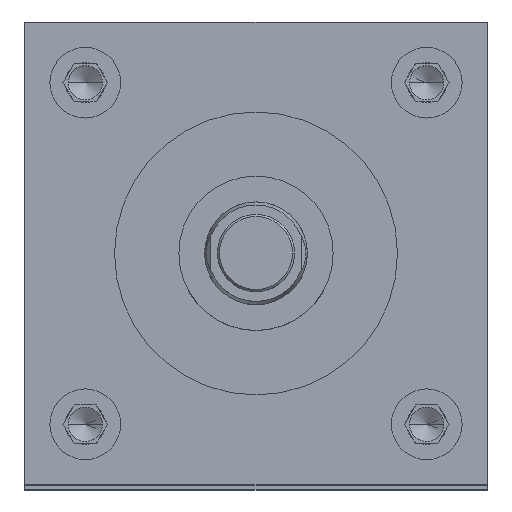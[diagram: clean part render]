
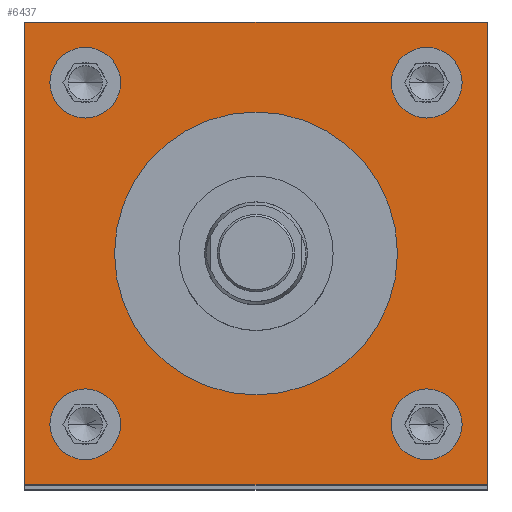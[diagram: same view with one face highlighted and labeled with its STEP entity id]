
A CAD part, top view. The second image highlights one B-rep face of the part: STEP entity #6437.
In plain terms, the highlighted planar face has unit normal (0, 0, 1).
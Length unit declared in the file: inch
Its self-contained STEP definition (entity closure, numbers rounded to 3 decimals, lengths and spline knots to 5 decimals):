
#3 = FACE_BOUND ( 'NONE', #3614, .T. ) ;
#116 = FACE_BOUND ( 'NONE', #6070, .T. ) ;
#156 = VERTEX_POINT ( 'NONE', #2310 ) ;
#304 = DIRECTION ( 'NONE',  ( 0., 0., 1. ) ) ;
#342 = ORIENTED_EDGE ( 'NONE', *, *, #5413, .F. ) ;
#377 = AXIS2_PLACEMENT_3D ( 'NONE', #802, #304, #2479 ) ;
#389 = LINE ( 'NONE', #4096, #4189 ) ;
#397 = CARTESIAN_POINT ( 'NONE',  ( 2.25, 2.25, 28.25 ) ) ;
#422 = DIRECTION ( 'NONE',  ( 0., 0., 1. ) ) ;
#450 = DIRECTION ( 'NONE',  ( 0., 0., 1. ) ) ;
#492 = AXIS2_PLACEMENT_3D ( 'NONE', #864, #5791, #5229 ) ;
#657 = DIRECTION ( 'NONE',  ( 0., 0., 1. ) ) ;
#681 = FACE_BOUND ( 'NONE', #3280, .T. ) ;
#695 = EDGE_LOOP ( 'NONE', ( #2175, #5302 ) ) ;
#746 = VERTEX_POINT ( 'NONE', #7092 ) ;
#771 = CARTESIAN_POINT ( 'NONE',  ( -1.375, 0., 28.25 ) ) ;
#775 = AXIS2_PLACEMENT_3D ( 'NONE', #2392, #1223, #4395 ) ;
#802 = CARTESIAN_POINT ( 'NONE',  ( 1.66, -1.66, 28.25 ) ) ;
#864 = CARTESIAN_POINT ( 'NONE',  ( 1.66, 1.66, 28.25 ) ) ;
#1054 = CARTESIAN_POINT ( 'NONE',  ( 1.66, -1.66, 28.25 ) ) ;
#1104 = CIRCLE ( 'NONE', #6427, 0.3435 ) ;
#1107 = CIRCLE ( 'NONE', #6645, 0.3435 ) ;
#1112 = ORIENTED_EDGE ( 'NONE', *, *, #2730, .F. ) ;
#1114 = CIRCLE ( 'NONE', #6191, 0.3435 ) ;
#1149 = DIRECTION ( 'NONE',  ( 1., 0., 0. ) ) ;
#1165 = FACE_BOUND ( 'NONE', #6776, .T. ) ;
#1182 = CARTESIAN_POINT ( 'NONE',  ( 0., 0., 28.25 ) ) ;
#1195 = CARTESIAN_POINT ( 'NONE',  ( -1.3165, -1.66, 28.25 ) ) ;
#1223 = DIRECTION ( 'NONE',  ( 0., 0., 1. ) ) ;
#1330 = CIRCLE ( 'NONE', #5030, 0.3435 ) ;
#1424 = ORIENTED_EDGE ( 'NONE', *, *, #3318, .F. ) ;
#1493 = CARTESIAN_POINT ( 'NONE',  ( -2.25, -2.25, 28.25 ) ) ;
#1545 = CARTESIAN_POINT ( 'NONE',  ( -1.66, -1.66, 28.25 ) ) ;
#1597 = ORIENTED_EDGE ( 'NONE', *, *, #3083, .T. ) ;
#1619 = LINE ( 'NONE', #3832, #4744 ) ;
#1809 = DIRECTION ( 'NONE',  ( -1., 0., 0. ) ) ;
#1875 = VECTOR ( 'NONE', #6407, 39.37008 ) ;
#1950 = DIRECTION ( 'NONE',  ( 0., 1., 0. ) ) ;
#1972 = VERTEX_POINT ( 'NONE', #1195 ) ;
#2041 = AXIS2_PLACEMENT_3D ( 'NONE', #1054, #422, #4818 ) ;
#2110 = EDGE_CURVE ( 'NONE', #4857, #4329, #4209, .T. ) ;
#2151 = ORIENTED_EDGE ( 'NONE', *, *, #6225, .T. ) ;
#2175 = ORIENTED_EDGE ( 'NONE', *, *, #6513, .F. ) ;
#2310 = CARTESIAN_POINT ( 'NONE',  ( 2.25, -2.25, 28.25 ) ) ;
#2320 = ORIENTED_EDGE ( 'NONE', *, *, #5492, .F. ) ;
#2362 = VERTEX_POINT ( 'NONE', #5763 ) ;
#2392 = CARTESIAN_POINT ( 'NONE',  ( -1.66, 1.66, 28.25 ) ) ;
#2429 = DIRECTION ( 'NONE',  ( 1., 0., 0. ) ) ;
#2479 = DIRECTION ( 'NONE',  ( 1., 0., 0. ) ) ;
#2549 = CIRCLE ( 'NONE', #492, 0.3435 ) ;
#2552 = EDGE_CURVE ( 'NONE', #5567, #2362, #6088, .T. ) ;
#2666 = CIRCLE ( 'NONE', #377, 0.3435 ) ;
#2706 = ORIENTED_EDGE ( 'NONE', *, *, #2552, .F. ) ;
#2730 = EDGE_CURVE ( 'NONE', #2362, #5567, #2666, .T. ) ;
#2785 = EDGE_CURVE ( 'NONE', #5227, #746, #2549, .T. ) ;
#2808 = DIRECTION ( 'NONE',  ( 1., 0., 0. ) ) ;
#2865 = PLANE ( 'NONE',  #4691 ) ;
#3083 = EDGE_CURVE ( 'NONE', #5890, #156, #1619, .T. ) ;
#3198 = DIRECTION ( 'NONE',  ( 0., 0., 1. ) ) ;
#3214 = ORIENTED_EDGE ( 'NONE', *, *, #5464, .F. ) ;
#3280 = EDGE_LOOP ( 'NONE', ( #6842, #342 ) ) ;
#3294 = CIRCLE ( 'NONE', #4110, 1.375 ) ;
#3314 = CARTESIAN_POINT ( 'NONE',  ( -2.25, -2.25, 28.25 ) ) ;
#3318 = EDGE_CURVE ( 'NONE', #6890, #5082, #4312, .T. ) ;
#3422 = DIRECTION ( 'NONE',  ( 1., 0., 0. ) ) ;
#3585 = ORIENTED_EDGE ( 'NONE', *, *, #5000, .F. ) ;
#3614 = EDGE_LOOP ( 'NONE', ( #3214, #3585 ) ) ;
#3688 = EDGE_CURVE ( 'NONE', #156, #4857, #389, .T. ) ;
#3782 = LINE ( 'NONE', #1493, #6073 ) ;
#3832 = CARTESIAN_POINT ( 'NONE',  ( -2.25, -2.25, 28.25 ) ) ;
#3883 = VERTEX_POINT ( 'NONE', #5271 ) ;
#3910 = DIRECTION ( 'NONE',  ( 0., 0., 1. ) ) ;
#3914 = VERTEX_POINT ( 'NONE', #5754 ) ;
#4066 = DIRECTION ( 'NONE',  ( 0., 0., 1. ) ) ;
#4096 = CARTESIAN_POINT ( 'NONE',  ( 2.25, -2.25, 28.25 ) ) ;
#4110 = AXIS2_PLACEMENT_3D ( 'NONE', #1182, #3910, #6107 ) ;
#4130 = ORIENTED_EDGE ( 'NONE', *, *, #2110, .T. ) ;
#4189 = VECTOR ( 'NONE', #1950, 39.37008 ) ;
#4190 = CARTESIAN_POINT ( 'NONE',  ( 1.3165, -1.66, 28.25 ) ) ;
#4209 = LINE ( 'NONE', #5316, #1875 ) ;
#4312 = CIRCLE ( 'NONE', #5221, 1.375 ) ;
#4320 = CARTESIAN_POINT ( 'NONE',  ( 0., 0., 28.25 ) ) ;
#4329 = VERTEX_POINT ( 'NONE', #6756 ) ;
#4386 = CARTESIAN_POINT ( 'NONE',  ( 2.0035, 1.66, 28.25 ) ) ;
#4395 = DIRECTION ( 'NONE',  ( 1., 0., 0. ) ) ;
#4502 = FACE_OUTER_BOUND ( 'NONE', #5942, .T. ) ;
#4572 = CARTESIAN_POINT ( 'NONE',  ( -1.66, -1.66, 28.25 ) ) ;
#4691 = AXIS2_PLACEMENT_3D ( 'NONE', #5073, #6585, #1809 ) ;
#4708 = VERTEX_POINT ( 'NONE', #6896 ) ;
#4744 = VECTOR ( 'NONE', #1149, 39.37008 ) ;
#4818 = DIRECTION ( 'NONE',  ( 1., 0., 0. ) ) ;
#4826 = DIRECTION ( 'NONE',  ( 1., 0., 0. ) ) ;
#4857 = VERTEX_POINT ( 'NONE', #397 ) ;
#4934 = FACE_BOUND ( 'NONE', #695, .T. ) ;
#4954 = DIRECTION ( 'NONE',  ( 0., 0., 1. ) ) ;
#4979 = ORIENTED_EDGE ( 'NONE', *, *, #3688, .T. ) ;
#4986 = CARTESIAN_POINT ( 'NONE',  ( -1.66, 1.66, 28.25 ) ) ;
#5000 = EDGE_CURVE ( 'NONE', #3914, #3883, #6539, .T. ) ;
#5030 = AXIS2_PLACEMENT_3D ( 'NONE', #4986, #657, #3422 ) ;
#5073 = CARTESIAN_POINT ( 'NONE',  ( -2.25, 2.25, 28.25 ) ) ;
#5082 = VERTEX_POINT ( 'NONE', #6287 ) ;
#5221 = AXIS2_PLACEMENT_3D ( 'NONE', #4320, #3198, #4826 ) ;
#5227 = VERTEX_POINT ( 'NONE', #4386 ) ;
#5229 = DIRECTION ( 'NONE',  ( 1., 0., 0. ) ) ;
#5271 = CARTESIAN_POINT ( 'NONE',  ( -1.3165, 1.66, 28.25 ) ) ;
#5302 = ORIENTED_EDGE ( 'NONE', *, *, #5770, .F. ) ;
#5316 = CARTESIAN_POINT ( 'NONE',  ( -2.25, 2.25, 28.25 ) ) ;
#5413 = EDGE_CURVE ( 'NONE', #746, #5227, #1104, .T. ) ;
#5464 = EDGE_CURVE ( 'NONE', #3883, #3914, #1330, .T. ) ;
#5492 = EDGE_CURVE ( 'NONE', #5082, #6890, #3294, .T. ) ;
#5567 = VERTEX_POINT ( 'NONE', #4190 ) ;
#5754 = CARTESIAN_POINT ( 'NONE',  ( -2.0035, 1.66, 28.25 ) ) ;
#5763 = CARTESIAN_POINT ( 'NONE',  ( 2.0035, -1.66, 28.25 ) ) ;
#5770 = EDGE_CURVE ( 'NONE', #4708, #1972, #1107, .T. ) ;
#5791 = DIRECTION ( 'NONE',  ( 0., 0., 1. ) ) ;
#5890 = VERTEX_POINT ( 'NONE', #3314 ) ;
#5942 = EDGE_LOOP ( 'NONE', ( #2151, #1597, #4979, #4130 ) ) ;
#6070 = EDGE_LOOP ( 'NONE', ( #2320, #1424 ) ) ;
#6073 = VECTOR ( 'NONE', #7074, 39.37008 ) ;
#6088 = CIRCLE ( 'NONE', #2041, 0.3435 ) ;
#6107 = DIRECTION ( 'NONE',  ( 1., 0., 0. ) ) ;
#6191 = AXIS2_PLACEMENT_3D ( 'NONE', #4572, #4066, #2429 ) ;
#6225 = EDGE_CURVE ( 'NONE', #4329, #5890, #3782, .T. ) ;
#6287 = CARTESIAN_POINT ( 'NONE',  ( 1.375, 0., 28.25 ) ) ;
#6407 = DIRECTION ( 'NONE',  ( -1., 0., 0. ) ) ;
#6427 = AXIS2_PLACEMENT_3D ( 'NONE', #6759, #4954, #2808 ) ;
#6437 = ADVANCED_FACE ( 'NONE', ( #1165, #681, #4934, #3, #116, #4502 ), #2865, .F. ) ;
#6513 = EDGE_CURVE ( 'NONE', #1972, #4708, #1114, .T. ) ;
#6539 = CIRCLE ( 'NONE', #775, 0.3435 ) ;
#6585 = DIRECTION ( 'NONE',  ( 0., 0., -1. ) ) ;
#6645 = AXIS2_PLACEMENT_3D ( 'NONE', #1545, #450, #7046 ) ;
#6756 = CARTESIAN_POINT ( 'NONE',  ( -2.25, 2.25, 28.25 ) ) ;
#6759 = CARTESIAN_POINT ( 'NONE',  ( 1.66, 1.66, 28.25 ) ) ;
#6776 = EDGE_LOOP ( 'NONE', ( #1112, #2706 ) ) ;
#6842 = ORIENTED_EDGE ( 'NONE', *, *, #2785, .F. ) ;
#6890 = VERTEX_POINT ( 'NONE', #771 ) ;
#6896 = CARTESIAN_POINT ( 'NONE',  ( -2.0035, -1.66, 28.25 ) ) ;
#7046 = DIRECTION ( 'NONE',  ( 1., 0., 0. ) ) ;
#7074 = DIRECTION ( 'NONE',  ( 0., -1., 0. ) ) ;
#7092 = CARTESIAN_POINT ( 'NONE',  ( 1.3165, 1.66, 28.25 ) ) ;
